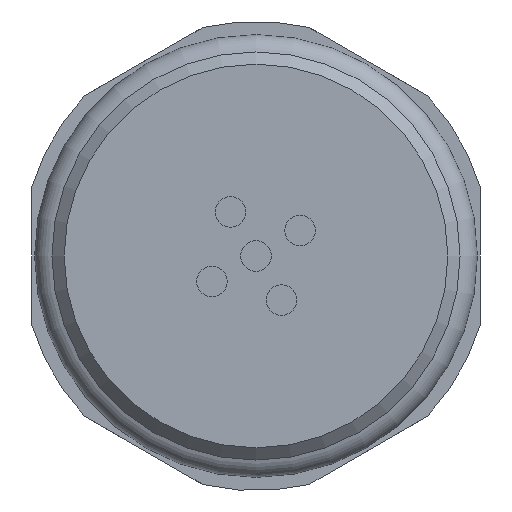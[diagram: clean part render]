
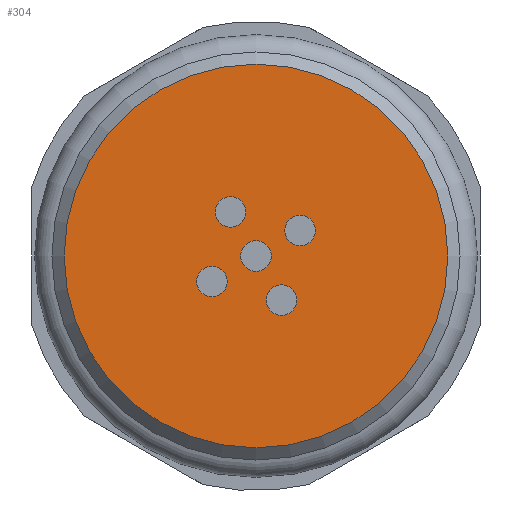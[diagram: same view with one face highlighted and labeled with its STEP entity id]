
A CAD part, front view. The second image highlights one B-rep face of the part: STEP entity #304.
In plain terms, the highlighted planar face has unit normal (0, -1, 0).
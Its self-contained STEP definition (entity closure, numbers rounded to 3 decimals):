
#256=PLANE('',#1762);
#304=ADVANCED_FACE('',(#485,#486,#487,#488,#489,#490),#256,.T.);
#485=FACE_BOUND('',#634,.T.);
#486=FACE_BOUND('',#635,.T.);
#487=FACE_BOUND('',#636,.T.);
#488=FACE_BOUND('',#637,.T.);
#489=FACE_BOUND('',#638,.T.);
#490=FACE_BOUND('',#639,.T.);
#634=EDGE_LOOP('',(#838));
#635=EDGE_LOOP('',(#839));
#636=EDGE_LOOP('',(#840));
#637=EDGE_LOOP('',(#841));
#638=EDGE_LOOP('',(#842));
#639=EDGE_LOOP('',(#843));
#838=ORIENTED_EDGE('',*,*,#1416,.F.);
#839=ORIENTED_EDGE('',*,*,#1417,.F.);
#840=ORIENTED_EDGE('',*,*,#1418,.F.);
#841=ORIENTED_EDGE('',*,*,#1419,.F.);
#842=ORIENTED_EDGE('',*,*,#1420,.F.);
#843=ORIENTED_EDGE('',*,*,#1421,.F.);
#1254=VERTEX_POINT('',#2594);
#1255=VERTEX_POINT('',#2596);
#1256=VERTEX_POINT('',#2598);
#1257=VERTEX_POINT('',#2600);
#1258=VERTEX_POINT('',#2602);
#1259=VERTEX_POINT('',#2604);
#1416=EDGE_CURVE('',#1254,#1254,#1624,.T.);
#1417=EDGE_CURVE('',#1255,#1255,#1625,.T.);
#1418=EDGE_CURVE('',#1256,#1256,#1626,.T.);
#1419=EDGE_CURVE('',#1257,#1257,#1627,.T.);
#1420=EDGE_CURVE('',#1258,#1258,#1628,.T.);
#1421=EDGE_CURVE('',#1259,#1259,#1629,.T.);
#1624=CIRCLE('',#1756,9.4);
#1625=CIRCLE('',#1757,0.75);
#1626=CIRCLE('',#1758,0.75);
#1627=CIRCLE('',#1759,0.75);
#1628=CIRCLE('',#1760,0.75);
#1629=CIRCLE('',#1761,0.75);
#1756=AXIS2_PLACEMENT_3D('',#2593,#2017,#2018);
#1757=AXIS2_PLACEMENT_3D('',#2595,#2019,#2020);
#1758=AXIS2_PLACEMENT_3D('',#2597,#2021,#2022);
#1759=AXIS2_PLACEMENT_3D('',#2599,#2023,#2024);
#1760=AXIS2_PLACEMENT_3D('',#2601,#2025,#2026);
#1761=AXIS2_PLACEMENT_3D('',#2603,#2027,#2028);
#1762=AXIS2_PLACEMENT_3D('',#2605,#2029,#2030);
#2017=DIRECTION('',(0.,1.,0.));
#2018=DIRECTION('',(0.,0.,1.));
#2019=DIRECTION('',(0.,-1.,0.));
#2020=DIRECTION('',(0.,0.,-1.));
#2021=DIRECTION('',(0.,-1.,0.));
#2022=DIRECTION('',(0.,0.,-1.));
#2023=DIRECTION('',(0.,-1.,0.));
#2024=DIRECTION('',(0.,0.,-1.));
#2025=DIRECTION('',(0.,-1.,0.));
#2026=DIRECTION('',(0.,0.,-1.));
#2027=DIRECTION('',(0.,-1.,0.));
#2028=DIRECTION('',(0.,0.,-1.));
#2029=DIRECTION('',(0.,-1.,0.));
#2030=DIRECTION('',(0.,0.,-1.));
#2593=CARTESIAN_POINT('',(50.,50.,0.));
#2594=CARTESIAN_POINT('',(50.,50.,9.4));
#2595=CARTESIAN_POINT('',(51.25,50.,-2.165));
#2596=CARTESIAN_POINT('',(51.25,50.,-2.915));
#2597=CARTESIAN_POINT('',(52.165,50.,1.25));
#2598=CARTESIAN_POINT('',(52.165,50.,0.5));
#2599=CARTESIAN_POINT('',(47.835,50.,-1.25));
#2600=CARTESIAN_POINT('',(47.835,50.,-2.));
#2601=CARTESIAN_POINT('',(50.,50.,0.));
#2602=CARTESIAN_POINT('',(50.,50.,-0.75));
#2603=CARTESIAN_POINT('',(48.75,50.,2.165));
#2604=CARTESIAN_POINT('',(48.75,50.,1.415));
#2605=CARTESIAN_POINT('',(40.6,50.,0.));
